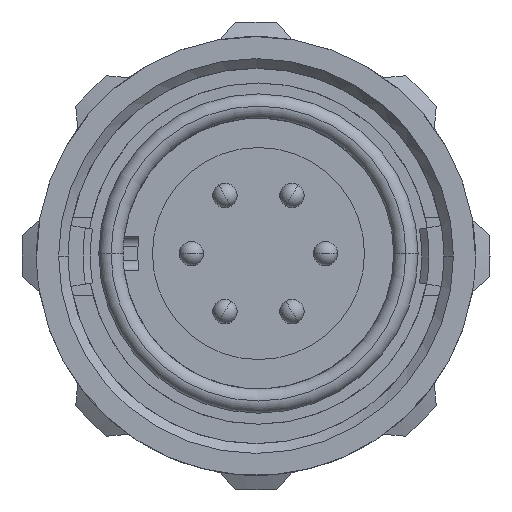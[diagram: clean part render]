
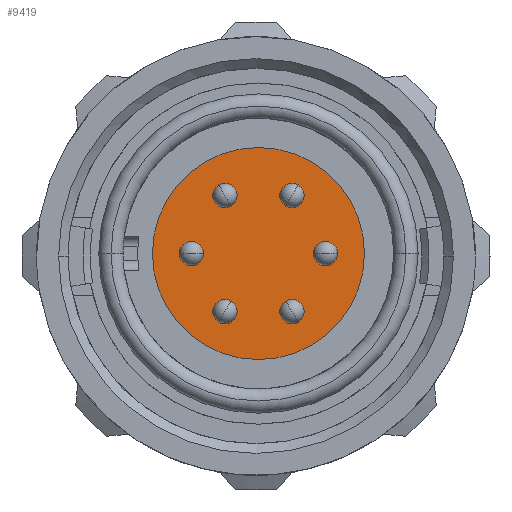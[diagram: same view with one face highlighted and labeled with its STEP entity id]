
A CAD part, left-side view. The second image highlights one B-rep face of the part: STEP entity #9419.
In plain terms, the highlighted planar face has unit normal (-1, 0, 0).
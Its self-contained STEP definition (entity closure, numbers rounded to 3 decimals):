
#3658=CARTESIAN_POINT('',(29.7,0.,0.));
#3659=DIRECTION('',(1.,0.,0.));
#3660=DIRECTION('',(0.,1.,0.));
#3661=AXIS2_PLACEMENT_3D('',#3658,#3659,#3660);
#3663=CARTESIAN_POINT('',(29.7,0.,0.));
#3664=DIRECTION('',(1.,0.,0.));
#3665=DIRECTION('',(0.,-1.,0.));
#3666=AXIS2_PLACEMENT_3D('',#3663,#3664,#3665);
#3668=CARTESIAN_POINT('',(29.7,-2.75,0.));
#3669=DIRECTION('',(-1.,0.,0.));
#3670=DIRECTION('',(0.,-1.,0.));
#3671=AXIS2_PLACEMENT_3D('',#3668,#3669,#3670);
#3673=CARTESIAN_POINT('',(29.7,-2.75,0.));
#3674=DIRECTION('',(-1.,0.,0.));
#3675=DIRECTION('',(0.,1.,0.));
#3676=AXIS2_PLACEMENT_3D('',#3673,#3674,#3675);
#3678=CARTESIAN_POINT('',(29.7,-1.375,2.382));
#3679=DIRECTION('',(-1.,0.,0.));
#3680=DIRECTION('',(0.,-0.5,0.866));
#3681=AXIS2_PLACEMENT_3D('',#3678,#3679,#3680);
#3683=CARTESIAN_POINT('',(29.7,-1.375,2.382));
#3684=DIRECTION('',(-1.,0.,0.));
#3685=DIRECTION('',(0.,0.5,-0.866));
#3686=AXIS2_PLACEMENT_3D('',#3683,#3684,#3685);
#3688=CARTESIAN_POINT('',(29.7,1.375,2.382));
#3689=DIRECTION('',(-1.,0.,0.));
#3690=DIRECTION('',(0.,0.5,0.866));
#3691=AXIS2_PLACEMENT_3D('',#3688,#3689,#3690);
#3693=CARTESIAN_POINT('',(29.7,1.375,2.382));
#3694=DIRECTION('',(-1.,0.,0.));
#3695=DIRECTION('',(0.,-0.5,-0.866));
#3696=AXIS2_PLACEMENT_3D('',#3693,#3694,#3695);
#3698=CARTESIAN_POINT('',(29.7,2.75,0.));
#3699=DIRECTION('',(-1.,0.,0.));
#3700=DIRECTION('',(0.,1.,0.));
#3701=AXIS2_PLACEMENT_3D('',#3698,#3699,#3700);
#3703=CARTESIAN_POINT('',(29.7,2.75,0.));
#3704=DIRECTION('',(-1.,0.,0.));
#3705=DIRECTION('',(0.,-1.,0.));
#3706=AXIS2_PLACEMENT_3D('',#3703,#3704,#3705);
#3708=CARTESIAN_POINT('',(29.7,1.375,-2.382));
#3709=DIRECTION('',(-1.,0.,0.));
#3710=DIRECTION('',(0.,0.5,-0.866));
#3711=AXIS2_PLACEMENT_3D('',#3708,#3709,#3710);
#3713=CARTESIAN_POINT('',(29.7,1.375,-2.382));
#3714=DIRECTION('',(-1.,0.,0.));
#3715=DIRECTION('',(0.,-0.5,0.866));
#3716=AXIS2_PLACEMENT_3D('',#3713,#3714,#3715);
#3718=CARTESIAN_POINT('',(29.7,-1.375,-2.382));
#3719=DIRECTION('',(-1.,0.,0.));
#3720=DIRECTION('',(0.,-0.5,-0.866));
#3721=AXIS2_PLACEMENT_3D('',#3718,#3719,#3720);
#3723=CARTESIAN_POINT('',(29.7,-1.375,-2.382));
#3724=DIRECTION('',(-1.,0.,0.));
#3725=DIRECTION('',(0.,0.5,0.866));
#3726=AXIS2_PLACEMENT_3D('',#3723,#3724,#3725);
#4859=CARTESIAN_POINT('',(29.7,4.35,0.));
#4860=CARTESIAN_POINT('',(29.7,-4.35,0.));
#4861=VERTEX_POINT('',#4859);
#4862=VERTEX_POINT('',#4860);
#4900=CARTESIAN_POINT('',(29.7,-3.25,0.));
#4901=CARTESIAN_POINT('',(29.7,-2.25,0.));
#4902=VERTEX_POINT('',#4900);
#4903=VERTEX_POINT('',#4901);
#4904=CARTESIAN_POINT('',(29.7,-1.625,2.815));
#4905=CARTESIAN_POINT('',(29.7,-1.125,1.949));
#4906=VERTEX_POINT('',#4904);
#4907=VERTEX_POINT('',#4905);
#4908=CARTESIAN_POINT('',(29.7,1.625,2.815));
#4909=CARTESIAN_POINT('',(29.7,1.125,1.949));
#4910=VERTEX_POINT('',#4908);
#4911=VERTEX_POINT('',#4909);
#4912=CARTESIAN_POINT('',(29.7,3.25,0.));
#4913=CARTESIAN_POINT('',(29.7,2.25,0.));
#4914=VERTEX_POINT('',#4912);
#4915=VERTEX_POINT('',#4913);
#4916=CARTESIAN_POINT('',(29.7,1.625,-2.815));
#4917=CARTESIAN_POINT('',(29.7,1.125,-1.949));
#4918=VERTEX_POINT('',#4916);
#4919=VERTEX_POINT('',#4917);
#4920=CARTESIAN_POINT('',(29.7,-1.625,-2.815));
#4921=CARTESIAN_POINT('',(29.7,-1.125,-1.949));
#4922=VERTEX_POINT('',#4920);
#4923=VERTEX_POINT('',#4921);
#9373=CARTESIAN_POINT('',(29.7,0.,0.));
#9374=DIRECTION('',(1.,0.,0.));
#9375=DIRECTION('',(0.,1.,0.));
#9376=AXIS2_PLACEMENT_3D('',#9373,#9374,#9375);
#9377=PLANE('',#9376);
#9378=ORIENTED_EDGE('',*,*,#9363,.T.);
#9380=ORIENTED_EDGE('',*,*,#9379,.T.);
#9381=EDGE_LOOP('',(#9378,#9380));
#9382=FACE_OUTER_BOUND('',#9381,.F.);
#9384=ORIENTED_EDGE('',*,*,#9383,.T.);
#9386=ORIENTED_EDGE('',*,*,#9385,.T.);
#9387=EDGE_LOOP('',(#9384,#9386));
#9388=FACE_BOUND('',#9387,.F.);
#9390=ORIENTED_EDGE('',*,*,#9389,.T.);
#9392=ORIENTED_EDGE('',*,*,#9391,.T.);
#9393=EDGE_LOOP('',(#9390,#9392));
#9394=FACE_BOUND('',#9393,.F.);
#9396=ORIENTED_EDGE('',*,*,#9395,.T.);
#9398=ORIENTED_EDGE('',*,*,#9397,.T.);
#9399=EDGE_LOOP('',(#9396,#9398));
#9400=FACE_BOUND('',#9399,.F.);
#9402=ORIENTED_EDGE('',*,*,#9401,.T.);
#9404=ORIENTED_EDGE('',*,*,#9403,.T.);
#9405=EDGE_LOOP('',(#9402,#9404));
#9406=FACE_BOUND('',#9405,.F.);
#9408=ORIENTED_EDGE('',*,*,#9407,.T.);
#9410=ORIENTED_EDGE('',*,*,#9409,.T.);
#9411=EDGE_LOOP('',(#9408,#9410));
#9412=FACE_BOUND('',#9411,.F.);
#9414=ORIENTED_EDGE('',*,*,#9413,.T.);
#9416=ORIENTED_EDGE('',*,*,#9415,.T.);
#9417=EDGE_LOOP('',(#9414,#9416));
#9418=FACE_BOUND('',#9417,.F.);
#3662=CIRCLE('',#3661,4.35);
#3667=CIRCLE('',#3666,4.35);
#3672=CIRCLE('',#3671,0.5);
#3677=CIRCLE('',#3676,0.5);
#3682=CIRCLE('',#3681,0.5);
#3687=CIRCLE('',#3686,0.5);
#3692=CIRCLE('',#3691,0.5);
#3697=CIRCLE('',#3696,0.5);
#3702=CIRCLE('',#3701,0.5);
#3707=CIRCLE('',#3706,0.5);
#3712=CIRCLE('',#3711,0.5);
#3717=CIRCLE('',#3716,0.5);
#3722=CIRCLE('',#3721,0.5);
#3727=CIRCLE('',#3726,0.5);
#9363=EDGE_CURVE('',#4861,#4862,#3662,.T.);
#9379=EDGE_CURVE('',#4862,#4861,#3667,.T.);
#9383=EDGE_CURVE('',#4902,#4903,#3672,.T.);
#9385=EDGE_CURVE('',#4903,#4902,#3677,.T.);
#9389=EDGE_CURVE('',#4906,#4907,#3682,.T.);
#9391=EDGE_CURVE('',#4907,#4906,#3687,.T.);
#9395=EDGE_CURVE('',#4910,#4911,#3692,.T.);
#9397=EDGE_CURVE('',#4911,#4910,#3697,.T.);
#9401=EDGE_CURVE('',#4914,#4915,#3702,.T.);
#9403=EDGE_CURVE('',#4915,#4914,#3707,.T.);
#9407=EDGE_CURVE('',#4918,#4919,#3712,.T.);
#9409=EDGE_CURVE('',#4919,#4918,#3717,.T.);
#9413=EDGE_CURVE('',#4922,#4923,#3722,.T.);
#9415=EDGE_CURVE('',#4923,#4922,#3727,.T.);
#9419=ADVANCED_FACE('',(#9382,#9388,#9394,#9400,#9406,#9412,#9418),#9377,.F.);
